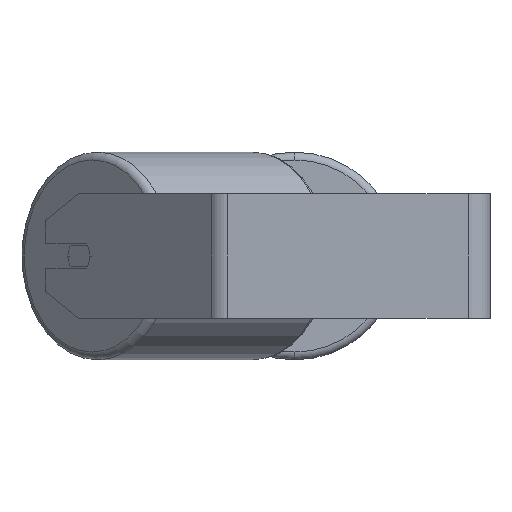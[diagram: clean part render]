
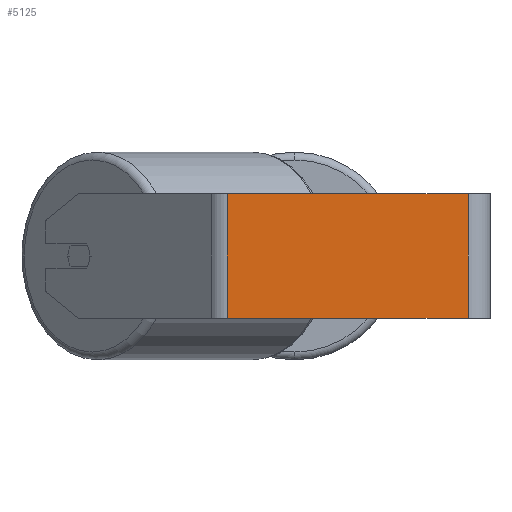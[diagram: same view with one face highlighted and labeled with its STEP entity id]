
A CAD part, left-side view. The second image highlights one B-rep face of the part: STEP entity #5125.
In plain terms, the highlighted planar face has unit normal (-1, 0, 0).
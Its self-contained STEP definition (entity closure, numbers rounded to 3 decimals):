
#23 = DIRECTION ( 'NONE',  ( 1., 0., 0. ) ) ;
#640 = LINE ( 'NONE', #4521, #3892 ) ;
#1366 = CARTESIAN_POINT ( 'NONE',  ( -330., 173.973, 40. ) ) ;
#1722 = CARTESIAN_POINT ( 'NONE',  ( -330., 14., 40. ) ) ;
#1974 = CARTESIAN_POINT ( 'NONE',  ( -330., 168.174, -40. ) ) ;
#1977 = CARTESIAN_POINT ( 'NONE',  ( -330., 173.973, 40. ) ) ;
#2239 = VECTOR ( 'NONE', #6066, 1000. ) ;
#2821 = CARTESIAN_POINT ( 'NONE',  ( -330., 14., -40. ) ) ;
#3076 = EDGE_CURVE ( 'NONE', #4342, #3096, #4532, .T. ) ;
#3096 = VERTEX_POINT ( 'NONE', #2821 ) ;
#3134 = LINE ( 'NONE', #6413, #7228 ) ;
#3414 = EDGE_CURVE ( 'NONE', #4627, #3096, #640, .T. ) ;
#3719 = VECTOR ( 'NONE', #3980, 1000. ) ;
#3892 = VECTOR ( 'NONE', #7719, 1000. ) ;
#3895 = LINE ( 'NONE', #1366, #3719 ) ;
#3980 = DIRECTION ( 'NONE',  ( 0., -1., 0. ) ) ;
#4198 = CARTESIAN_POINT ( 'NONE',  ( -330., 168.174, 40. ) ) ;
#4342 = VERTEX_POINT ( 'NONE', #1974 ) ;
#4521 = CARTESIAN_POINT ( 'NONE',  ( -330., 14., 40. ) ) ;
#4532 = LINE ( 'NONE', #7129, #2239 ) ;
#4559 = ORIENTED_EDGE ( 'NONE', *, *, #8294, .F. ) ;
#4627 = VERTEX_POINT ( 'NONE', #1722 ) ;
#4967 = ORIENTED_EDGE ( 'NONE', *, *, #3414, .F. ) ;
#5125 = ADVANCED_FACE ( 'NONE', ( #8023 ), #7832, .F. ) ;
#5138 = DIRECTION ( 'NONE',  ( 0., 0., -1. ) ) ;
#5460 = AXIS2_PLACEMENT_3D ( 'NONE', #1977, #23, #7187 ) ;
#5884 = ORIENTED_EDGE ( 'NONE', *, *, #6173, .T. ) ;
#6066 = DIRECTION ( 'NONE',  ( 0., -1., 0. ) ) ;
#6173 = EDGE_CURVE ( 'NONE', #6851, #4342, #3134, .T. ) ;
#6413 = CARTESIAN_POINT ( 'NONE',  ( -330., 168.174, 40. ) ) ;
#6851 = VERTEX_POINT ( 'NONE', #4198 ) ;
#7129 = CARTESIAN_POINT ( 'NONE',  ( -330., 173.973, -40. ) ) ;
#7187 = DIRECTION ( 'NONE',  ( 0., 0., -1. ) ) ;
#7228 = VECTOR ( 'NONE', #5138, 1000. ) ;
#7443 = EDGE_LOOP ( 'NONE', ( #7504, #4967, #4559, #5884 ) ) ;
#7504 = ORIENTED_EDGE ( 'NONE', *, *, #3076, .T. ) ;
#7719 = DIRECTION ( 'NONE',  ( 0., 0., -1. ) ) ;
#7832 = PLANE ( 'NONE',  #5460 ) ;
#8023 = FACE_OUTER_BOUND ( 'NONE', #7443, .T. ) ;
#8294 = EDGE_CURVE ( 'NONE', #6851, #4627, #3895, .T. ) ;
